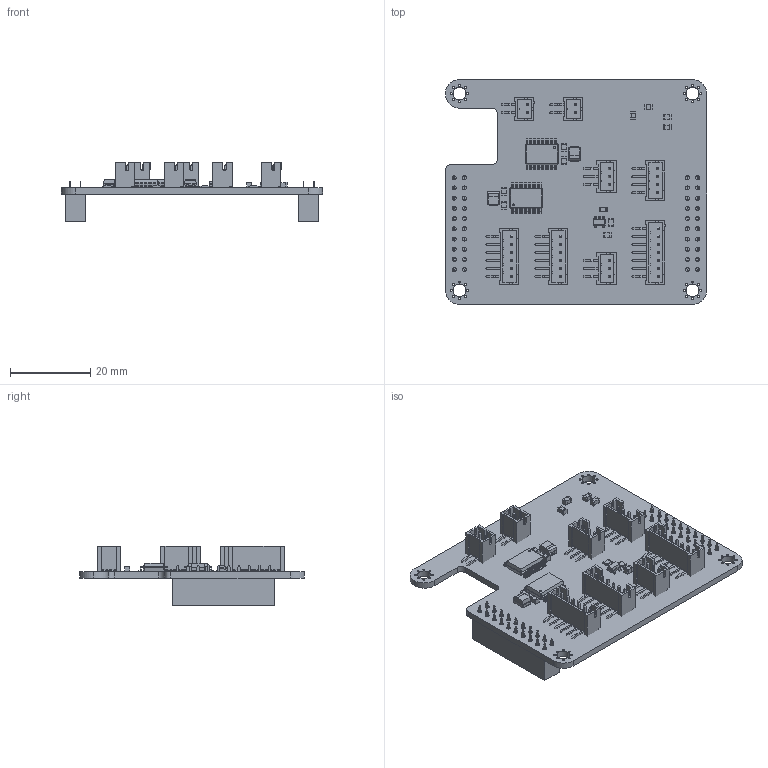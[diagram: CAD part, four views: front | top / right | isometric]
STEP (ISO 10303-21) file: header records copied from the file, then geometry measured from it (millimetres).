
FILE_DESCRIPTION(('KiCad electronic assembly'),'2;1');
FILE_NAME('seebum_peripherals.step','2024-04-23T13:41:26',('Pcbnew'),( 'Kicad'),'Open CASCADE STEP processor 7.7','KiCad to STEP converter' ,'Unknown');
FILE_SCHEMA(('AUTOMOTIVE_DESIGN { 1 0 10303 214 1 1 1 1 }'));
Length unit declared in the file: millimetre
Products named in the file (24): seebum_peripherals 1; JST_PH_S4B-PH-K_1x04_P2.00mm_Horizontal; JST_S4B_PH_K; C_0805_2012Metric; CP_EIA-3528-21_Kemet-B; CP_EIA_3528_21_Kemet_B; PinSocket_2x10_P2.54mm_Vertical; PinSocket_2x10_P254mm_Vertical; SOT-23-5; SOT_23_5; JST_PH_S2B-PH-K_1x02_P2.00mm_Horizontal; JST_S2B_PH_K; JST_PH_S3B-PH-K_1x03_P2.00mm_Horizontal; JST_S3B_PH_K; SSOP-24_5.3x8.2mm_P0.65mm; SSOP_24_53x82mm_P065mm; JST_PH_S6B-PH-K_1x06_P2.00mm_Horizontal; JST_S6B_PH_K; R_0805_2012Metric; JST_PH_S7B-PH-K_1x07_P2.00mm_Horizontal; JST_S7B_PH_K; seebum_peripherals_PCB
Assembly tree (38 placements, depth 3):
  seebum_peripherals 1
    JST_PH_S4B-PH-K_1x04_P2.00mm_Horizontal
      JST_S4B_PH_K
    C_0805_2012Metric  x9
      C_0805_2012Metric
    CP_EIA-3528-21_Kemet-B  x2
      CP_EIA_3528_21_Kemet_B
    PinSocket_2x10_P2.54mm_Vertical  x2
      PinSocket_2x10_P254mm_Vertical
    SOT-23-5
      SOT_23_5
    JST_PH_S2B-PH-K_1x02_P2.00mm_Horizontal  x2
      JST_S2B_PH_K
    JST_PH_S3B-PH-K_1x03_P2.00mm_Horizontal  x2
      JST_S3B_PH_K
    SSOP-24_5.3x8.2mm_P0.65mm  x2
      SSOP_24_53x82mm_P065mm
    JST_PH_S6B-PH-K_1x06_P2.00mm_Horizontal  x2
      JST_S6B_PH_K
    R_0805_2012Metric  x2
      R_0805_2012Metric
    JST_PH_S7B-PH-K_1x07_P2.00mm_Horizontal
      JST_S7B_PH_K
    seebum_peripherals_PCB
Bounding box: 65 x 56 x 14.75 mm (x, y, z)
Volume: 8514.5 mm3; surface area: 14020.8 mm2
Topology: 27 solids, 27 shells, 4080 faces, 10842 edges, 6992 vertices
Faces by surface type: plane 3423, cylinder 514, bspline 143
Full cylindrical faces by diameter (mm): 0.5 x34, 1 x40, 3.2 x4
Entity records: 86111 total; most frequent: CARTESIAN_POINT 13695, ORIENTED_EDGE 12086, DIRECTION 10949, EDGE_CURVE 6043, LINE 5393, VECTOR 5393, VERTEX_POINT 3890, AXIS2_PLACEMENT_3D 2778
